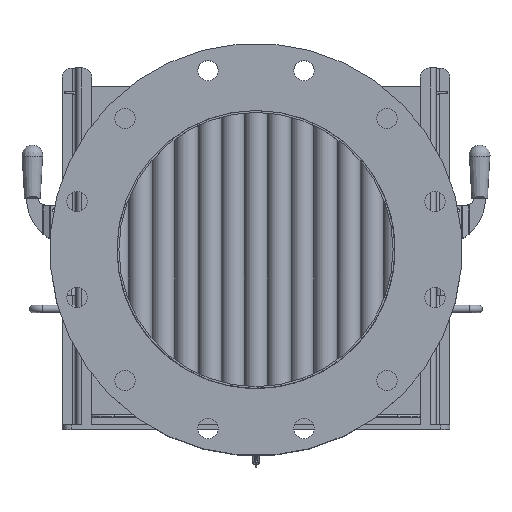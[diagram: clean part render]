
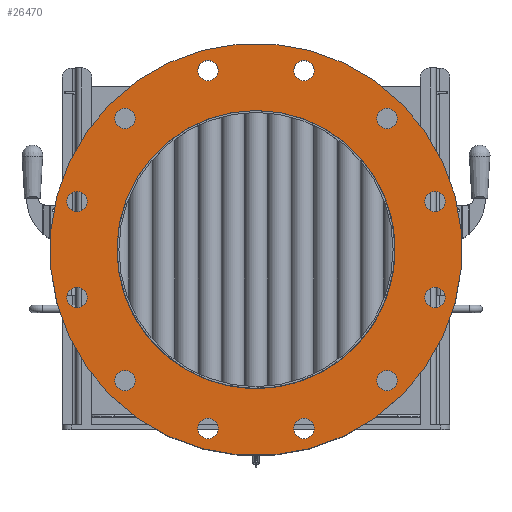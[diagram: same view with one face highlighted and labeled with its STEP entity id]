
A CAD part, top view. The second image highlights one B-rep face of the part: STEP entity #26470.
In plain terms, the highlighted planar face has unit normal (0, 0, 1).
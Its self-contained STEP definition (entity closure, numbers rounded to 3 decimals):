
#2191=FACE_BOUND('',#5880,.T.);
#2192=FACE_BOUND('',#5881,.T.);
#2193=FACE_BOUND('',#5882,.T.);
#2194=FACE_BOUND('',#5883,.T.);
#2195=FACE_BOUND('',#5884,.T.);
#2196=FACE_BOUND('',#5885,.T.);
#2197=FACE_BOUND('',#5886,.T.);
#2198=FACE_BOUND('',#5887,.T.);
#2199=FACE_BOUND('',#5888,.T.);
#2200=FACE_BOUND('',#5889,.T.);
#2201=FACE_BOUND('',#5890,.T.);
#2202=FACE_BOUND('',#5891,.T.);
#2203=FACE_BOUND('',#5892,.T.);
#3679=FACE_OUTER_BOUND('',#5879,.T.);
#5879=EDGE_LOOP('',(#21742));
#5880=EDGE_LOOP('',(#21743));
#5881=EDGE_LOOP('',(#21744));
#5882=EDGE_LOOP('',(#21745));
#5883=EDGE_LOOP('',(#21746));
#5884=EDGE_LOOP('',(#21747));
#5885=EDGE_LOOP('',(#21748));
#5886=EDGE_LOOP('',(#21749));
#5887=EDGE_LOOP('',(#21750));
#5888=EDGE_LOOP('',(#21751));
#5889=EDGE_LOOP('',(#21752));
#5890=EDGE_LOOP('',(#21753));
#5891=EDGE_LOOP('',(#21754));
#5892=EDGE_LOOP('',(#21755));
#7182=CIRCLE('',#29150,150.);
#7185=CIRCLE('',#29154,11.);
#7187=CIRCLE('',#29157,11.);
#7189=CIRCLE('',#29160,11.);
#7191=CIRCLE('',#29163,11.);
#7193=CIRCLE('',#29166,11.);
#7195=CIRCLE('',#29169,11.);
#7197=CIRCLE('',#29172,11.);
#7199=CIRCLE('',#29175,11.);
#7201=CIRCLE('',#29178,11.);
#7203=CIRCLE('',#29181,11.);
#7205=CIRCLE('',#29184,11.);
#7207=CIRCLE('',#29187,11.);
#7209=CIRCLE('',#29190,222.5);
#12392=VERTEX_POINT('',#49952);
#12394=VERTEX_POINT('',#49958);
#12396=VERTEX_POINT('',#49963);
#12398=VERTEX_POINT('',#49968);
#12400=VERTEX_POINT('',#49973);
#12402=VERTEX_POINT('',#49978);
#12404=VERTEX_POINT('',#49983);
#12406=VERTEX_POINT('',#49988);
#12408=VERTEX_POINT('',#49993);
#12410=VERTEX_POINT('',#49998);
#12412=VERTEX_POINT('',#50003);
#12414=VERTEX_POINT('',#50008);
#12416=VERTEX_POINT('',#50013);
#12418=VERTEX_POINT('',#50018);
#15566=EDGE_CURVE('',#12392,#12392,#7182,.T.);
#15569=EDGE_CURVE('',#12394,#12394,#7185,.T.);
#15571=EDGE_CURVE('',#12396,#12396,#7187,.T.);
#15573=EDGE_CURVE('',#12398,#12398,#7189,.T.);
#15575=EDGE_CURVE('',#12400,#12400,#7191,.T.);
#15577=EDGE_CURVE('',#12402,#12402,#7193,.T.);
#15579=EDGE_CURVE('',#12404,#12404,#7195,.T.);
#15581=EDGE_CURVE('',#12406,#12406,#7197,.T.);
#15583=EDGE_CURVE('',#12408,#12408,#7199,.T.);
#15585=EDGE_CURVE('',#12410,#12410,#7201,.T.);
#15587=EDGE_CURVE('',#12412,#12412,#7203,.T.);
#15589=EDGE_CURVE('',#12414,#12414,#7205,.T.);
#15591=EDGE_CURVE('',#12416,#12416,#7207,.T.);
#15593=EDGE_CURVE('',#12418,#12418,#7209,.T.);
#21742=ORIENTED_EDGE('',*,*,#15593,.T.);
#21743=ORIENTED_EDGE('',*,*,#15569,.T.);
#21744=ORIENTED_EDGE('',*,*,#15571,.T.);
#21745=ORIENTED_EDGE('',*,*,#15573,.T.);
#21746=ORIENTED_EDGE('',*,*,#15575,.T.);
#21747=ORIENTED_EDGE('',*,*,#15577,.T.);
#21748=ORIENTED_EDGE('',*,*,#15579,.T.);
#21749=ORIENTED_EDGE('',*,*,#15581,.T.);
#21750=ORIENTED_EDGE('',*,*,#15583,.T.);
#21751=ORIENTED_EDGE('',*,*,#15585,.T.);
#21752=ORIENTED_EDGE('',*,*,#15587,.T.);
#21753=ORIENTED_EDGE('',*,*,#15589,.T.);
#21754=ORIENTED_EDGE('',*,*,#15591,.T.);
#21755=ORIENTED_EDGE('',*,*,#15566,.T.);
#23362=PLANE('',#29192);
#26470=ADVANCED_FACE('',(#3679,#2191,#2192,#2193,#2194,#2195,#2196,#2197,
#2198,#2199,#2200,#2201,#2202,#2203),#23362,.T.);
#29150=AXIS2_PLACEMENT_3D('',#49953,#35842,#35843);
#29154=AXIS2_PLACEMENT_3D('',#49959,#35850,#35851);
#29157=AXIS2_PLACEMENT_3D('',#49964,#35856,#35857);
#29160=AXIS2_PLACEMENT_3D('',#49969,#35862,#35863);
#29163=AXIS2_PLACEMENT_3D('',#49974,#35868,#35869);
#29166=AXIS2_PLACEMENT_3D('',#49979,#35874,#35875);
#29169=AXIS2_PLACEMENT_3D('',#49984,#35880,#35881);
#29172=AXIS2_PLACEMENT_3D('',#49989,#35886,#35887);
#29175=AXIS2_PLACEMENT_3D('',#49994,#35892,#35893);
#29178=AXIS2_PLACEMENT_3D('',#49999,#35898,#35899);
#29181=AXIS2_PLACEMENT_3D('',#50004,#35904,#35905);
#29184=AXIS2_PLACEMENT_3D('',#50009,#35910,#35911);
#29187=AXIS2_PLACEMENT_3D('',#50014,#35916,#35917);
#29190=AXIS2_PLACEMENT_3D('',#50019,#35922,#35923);
#29192=AXIS2_PLACEMENT_3D('',#50021,#35926,#35927);
#35842=DIRECTION('center_axis',(0.,0.,
-1.));
#35843=DIRECTION('ref_axis',(-0.966,0.259,0.));
#35850=DIRECTION('center_axis',(0.,0.,
-1.));
#35851=DIRECTION('ref_axis',(0.966,-0.259,0.));
#35856=DIRECTION('center_axis',(0.,0.,
-1.));
#35857=DIRECTION('ref_axis',(0.966,-0.259,0.));
#35862=DIRECTION('center_axis',(0.,0.,
-1.));
#35863=DIRECTION('ref_axis',(0.966,-0.259,0.));
#35868=DIRECTION('center_axis',(0.,0.,
-1.));
#35869=DIRECTION('ref_axis',(0.966,-0.259,0.));
#35874=DIRECTION('center_axis',(0.,0.,
-1.));
#35875=DIRECTION('ref_axis',(0.966,-0.259,0.));
#35880=DIRECTION('center_axis',(0.,0.,
-1.));
#35881=DIRECTION('ref_axis',(0.966,-0.259,0.));
#35886=DIRECTION('center_axis',(0.,0.,
-1.));
#35887=DIRECTION('ref_axis',(0.966,-0.259,0.));
#35892=DIRECTION('center_axis',(0.,0.,
-1.));
#35893=DIRECTION('ref_axis',(0.966,-0.259,0.));
#35898=DIRECTION('center_axis',(0.,0.,
-1.));
#35899=DIRECTION('ref_axis',(0.966,-0.259,0.));
#35904=DIRECTION('center_axis',(0.,0.,
-1.));
#35905=DIRECTION('ref_axis',(0.966,-0.259,0.));
#35910=DIRECTION('center_axis',(0.,0.,
-1.));
#35911=DIRECTION('ref_axis',(0.966,-0.259,0.));
#35916=DIRECTION('center_axis',(0.,0.,
-1.));
#35917=DIRECTION('ref_axis',(0.966,-0.259,0.));
#35922=DIRECTION('center_axis',(0.,0.,
1.));
#35923=DIRECTION('ref_axis',(-0.966,0.259,0.));
#35926=DIRECTION('center_axis',(0.,0.,
1.));
#35927=DIRECTION('ref_axis',(-0.966,0.259,0.));
#49952=CARTESIAN_POINT('',(144.889,-38.823,250.));
#49953=CARTESIAN_POINT('Origin',(0.,0.,
250.));
#49958=CARTESIAN_POINT('',(62.389,-196.032,250.));
#49959=CARTESIAN_POINT('Origin',(51.764,-193.185,250.));
#49963=CARTESIAN_POINT('',(152.047,-144.268,250.));
#49964=CARTESIAN_POINT('Origin',(141.421,-141.421,250.));
#49968=CARTESIAN_POINT('',(203.81,-54.611,250.));
#49969=CARTESIAN_POINT('Origin',(193.185,-51.764,250.));
#49973=CARTESIAN_POINT('',(203.81,48.917,250.));
#49974=CARTESIAN_POINT('Origin',(193.185,51.764,250.));
#49978=CARTESIAN_POINT('',(152.047,138.574,250.));
#49979=CARTESIAN_POINT('Origin',(141.421,141.421,250.));
#49983=CARTESIAN_POINT('',(62.389,190.338,250.));
#49984=CARTESIAN_POINT('Origin',(51.764,193.185,250.));
#49988=CARTESIAN_POINT('',(-41.139,190.338,250.));
#49989=CARTESIAN_POINT('Origin',(-51.764,193.185,250.));
#49993=CARTESIAN_POINT('',(-130.796,138.574,250.));
#49994=CARTESIAN_POINT('Origin',(-141.421,141.421,250.));
#49998=CARTESIAN_POINT('',(-182.56,48.917,250.));
#49999=CARTESIAN_POINT('Origin',(-193.185,51.764,250.));
#50003=CARTESIAN_POINT('',(-182.56,-54.611,250.));
#50004=CARTESIAN_POINT('Origin',(-193.185,-51.764,250.));
#50008=CARTESIAN_POINT('',(-130.796,-144.268,250.));
#50009=CARTESIAN_POINT('Origin',(-141.421,-141.421,250.));
#50013=CARTESIAN_POINT('',(-41.139,-196.032,250.));
#50014=CARTESIAN_POINT('Origin',(-51.764,-193.185,250.));
#50018=CARTESIAN_POINT('',(214.918,-57.587,250.));
#50019=CARTESIAN_POINT('Origin',(0.,0.,
250.));
#50021=CARTESIAN_POINT('Origin',(0.,0.,
250.));
